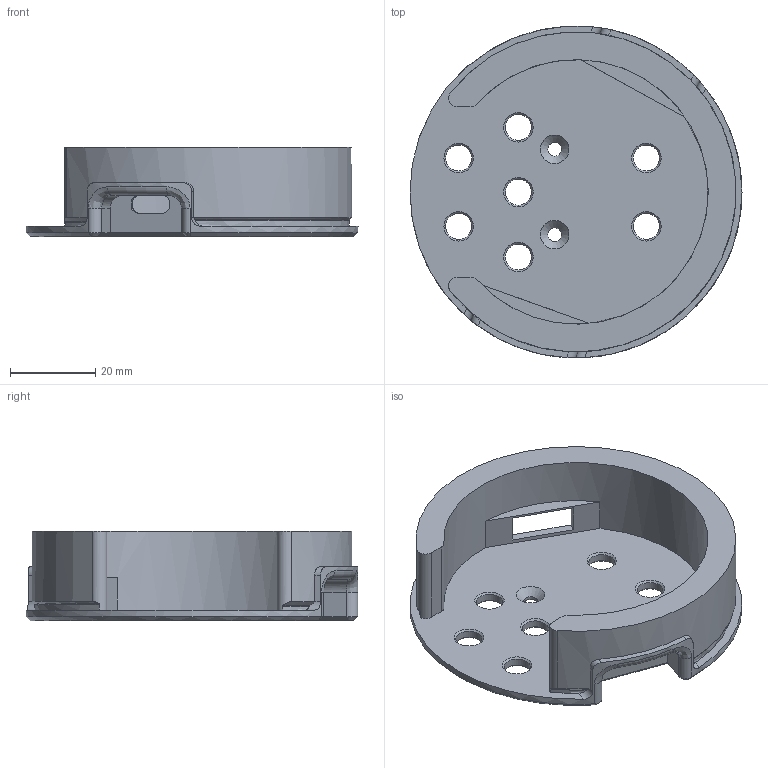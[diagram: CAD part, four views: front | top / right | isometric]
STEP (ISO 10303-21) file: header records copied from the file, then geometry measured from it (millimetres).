
FILE_DESCRIPTION(/* description */ ('','CAx-IF Rec.Pracs.---Representation and Presentation of Product Manufacturing Information (PMI)---4.0---2014-10-13'),/* implementation_level */ '2;1');
FILE_NAME(/* name */ 'GaggiMate - Screen Backplate - With screwholes.step',/* time_stamp */ '2024-12-26T21:20:45+01:00',/* author */ (''),/* organization */ (''),/* preprocessor_version */ 'ST-DEVELOPER v20',/* originating_system */ 'Autodesk Translation Framework v13.20.0.188',/* authorisation */ '');
FILE_SCHEMA (('AP242_MANAGED_MODEL_BASED_3D_ENGINEERING_MIM_LF { 1 0 10303 442 1 1 4 }'));
Length unit declared in the file: millimetre
Products named in the file (2): Display Case; Case Back
Assembly tree (1 placements, depth 2):
  Display Case
    Case Back
Bounding box: 77.8 x 77.8 x 21 mm (x, y, z)
Volume: 29431.8 mm3; surface area: 16608.7 mm2
Topology: 1 solids, 1 shells, 274 faces, 747 edges, 484 vertices
Faces by surface type: plane 120, bspline 86, cylinder 36, cone 25, torus 7
Full cylindrical faces by diameter (mm): 3.2 x2, 6.1 x7, 77.8 x1
Entity records: 9559 total; most frequent: CARTESIAN_POINT 3101, ORIENTED_EDGE 1494, DIRECTION 1034, EDGE_CURVE 747, VERTEX_POINT 484, LINE 442, VECTOR 442, EDGE_LOOP 305
